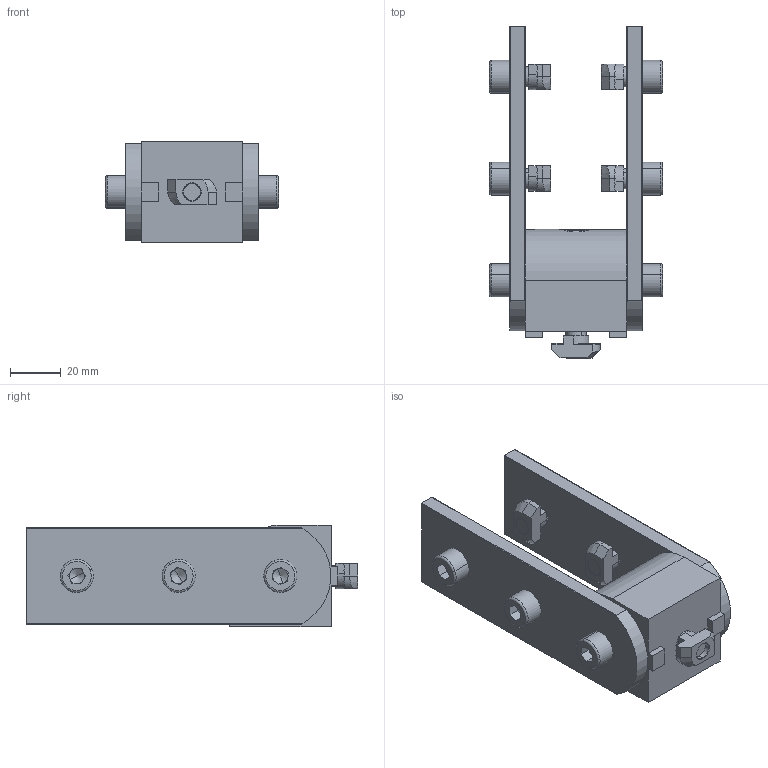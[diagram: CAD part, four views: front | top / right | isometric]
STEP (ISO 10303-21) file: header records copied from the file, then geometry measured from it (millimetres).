
FILE_DESCRIPTION (( 'STEP AP214' ), '1' );
FILE_NAME ('#056 Êîìïëåêò êðîíøòåéíà 40õ40-90ãð 10-A ñ ñîåäèíèòåëåì, â ïàç ïðîôèëÿ.STEP', '2022-06-22T08:30:57', ( 'Ñòàñ' ), ( '' ), 'SwSTEP 2.0', 'SolidWorks 2021', '' );
FILE_SCHEMA (( 'AUTOMOTIVE_DESIGN' ));
Length unit declared in the file: millimetre
Products named in the file (7): A454 Ïîâîðîòíûé êðîíøòåéí 90ãð, ïàç 10; M17 Âèíò öèëèíäð. ñ âíóòðåííèì øåñò. Ì8 õ40 DIN 912; #056 Êîìïëåêò êðîíøòåéíà 40õ40-90ãð 10-A ñ ñîåäèíèòåëåì, â ïàç ïðîôèëÿ; A467 Ïîâîðîòíûé ñîåäèíèòåëü 120ìì, ïàç 10; D47 Âèíò öèëèíäð. ñ âíóòðåííèì øåñò. Ì8 õ16 DIN 912; D45 Ò-ãàéêà Ì8, ïàç 10_00; M14 Âèíò öèëèíäð. ñ âíóòðåííèì øåñò. Ì8 õ 18 DIN 912
Assembly tree (15 placements, depth 2):
  #056 Êîìïëåêò êðîíøòåéíà 40õ40-90ãð 10-A ñ ñîåäèíèòåëåì, â ïàç ïðîôèëÿ
    A454 Ïîâîðîòíûé êðîíøòåéí 90ãð, ïàç 10
    A467 Ïîâîðîòíûé ñîåäèíèòåëü 120ìì, ïàç 10  x2
    D45 Ò-ãàéêà Ì8, ïàç 10_00  x5
    M14 Âèíò öèëèíäð. ñ âíóòðåííèì øåñò. Ì8 õ 18 DIN 912  x2
    M17 Âèíò öèëèíäð. ñ âíóòðåííèì øåñò. Ì8 õ40 DIN 912
    D47 Âèíò öèëèíäð. ñ âíóòðåííèì øåñò. Ì8 õ16 DIN 912  x4
Bounding box: 68 x 130.45 x 40 mm (x, y, z)
Volume: 125284 mm3; surface area: 44561.9 mm2
Topology: 15 solids, 15 shells, 507 faces, 1264 edges, 785 vertices
Faces by surface type: plane 320, cylinder 89, cone 70, torus 28
Entity records: 5800 total; most frequent: CARTESIAN_POINT 1225, DIRECTION 910, ORIENTED_EDGE 856, EDGE_CURVE 428, AXIS2_PLACEMENT_3D 326, VERTEX_POINT 267, VECTOR 258, LINE 258
